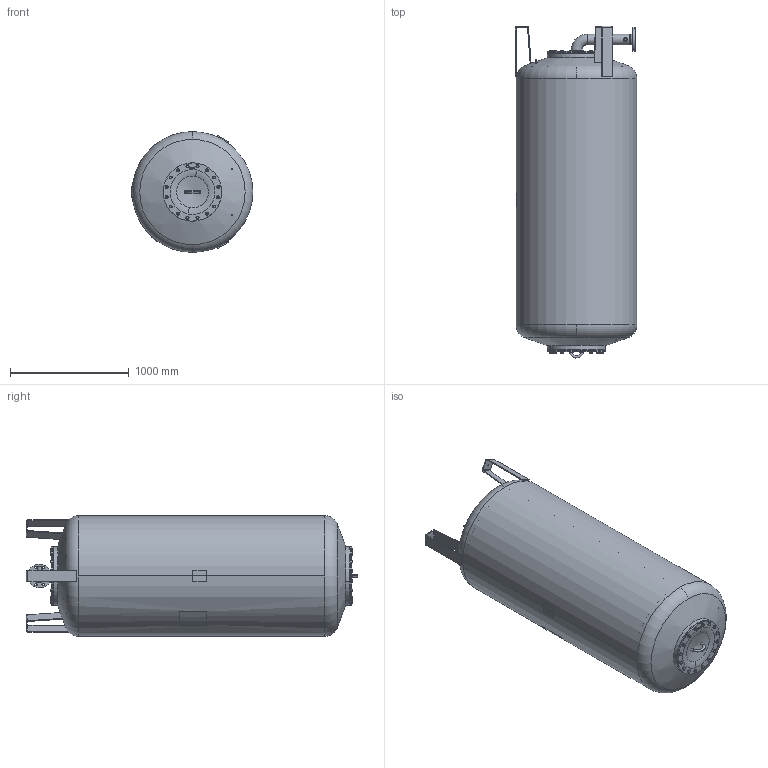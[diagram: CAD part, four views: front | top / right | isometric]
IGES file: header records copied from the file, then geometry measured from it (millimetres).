
Global section: file name: No Iges File Name specified; native system: Autodesk Inventor 2009; preprocessor: AutoDesk Inventor Iges Exporter R2009; author: CADJOBServer; date: 20091019.102420; units: millimetre
Bounding box: 1023.93 x 2792.14 x 1016 mm (x, y, z)
Volume: 1037281547.1 mm3; surface area: 26912169.1 mm2
Topology: 45 solids, 45 shells, 1835 faces, 4544 edges, 2961 vertices
Faces by surface type: plane 714, bspline 336, cone 290, cylinder 239, revolution 179, torus 70, sphere 7
